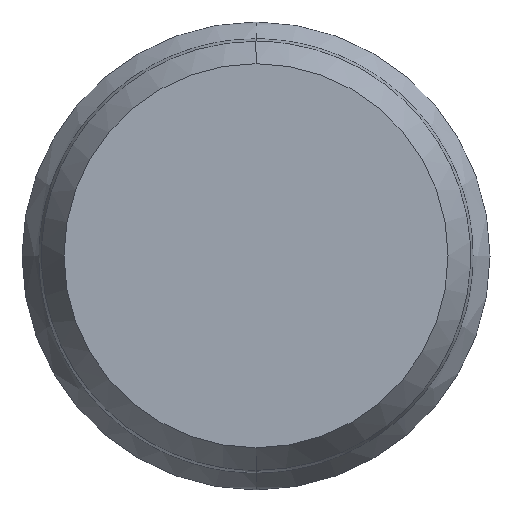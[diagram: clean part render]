
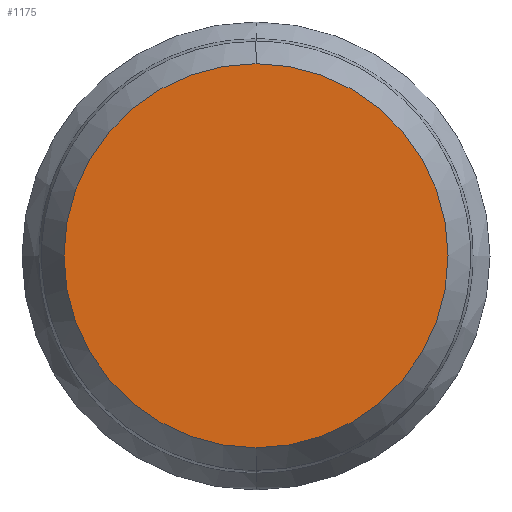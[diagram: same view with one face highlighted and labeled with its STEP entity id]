
A CAD part, top view. The second image highlights one B-rep face of the part: STEP entity #1175.
In plain terms, the highlighted planar face has unit normal (0, 0, 1).
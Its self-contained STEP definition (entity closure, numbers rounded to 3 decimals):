
#18 = FACE_OUTER_BOUND ( 'NONE', #1469, .T. ) ;
#130 = CIRCLE ( 'NONE', #1163, 11.853 ) ;
#135 = ORIENTED_EDGE ( 'NONE', *, *, #1160, .T. ) ;
#282 = ORIENTED_EDGE ( 'NONE', *, *, #1077, .T. ) ;
#321 = CARTESIAN_POINT ( 'NONE',  ( 0., 0., 9.5 ) ) ;
#324 = DIRECTION ( 'NONE',  ( 1., 0., 0. ) ) ;
#345 = VERTEX_POINT ( 'NONE', #1466 ) ;
#616 = PLANE ( 'NONE',  #1948 ) ;
#783 = DIRECTION ( 'NONE',  ( 0., 0., 1. ) ) ;
#899 = VERTEX_POINT ( 'NONE', #1059 ) ;
#927 = DIRECTION ( 'NONE',  ( 1., 0., 0. ) ) ;
#965 = CIRCLE ( 'NONE', #1230, 11.853 ) ;
#1059 = CARTESIAN_POINT ( 'NONE',  ( 0., -11.853, 9.5 ) ) ;
#1077 = EDGE_CURVE ( 'NONE', #899, #345, #965, .T. ) ;
#1098 = DIRECTION ( 'NONE',  ( 0., 0., 1. ) ) ;
#1105 = DIRECTION ( 'NONE',  ( 0., 0., 1. ) ) ;
#1160 = EDGE_CURVE ( 'NONE', #345, #899, #130, .T. ) ;
#1163 = AXIS2_PLACEMENT_3D ( 'NONE', #321, #1105, #1886 ) ;
#1175 = ADVANCED_FACE ( 'NONE', ( #18 ), #616, .T. ) ;
#1230 = AXIS2_PLACEMENT_3D ( 'NONE', #1438, #1098, #324 ) ;
#1438 = CARTESIAN_POINT ( 'NONE',  ( 0., 0., 9.5 ) ) ;
#1466 = CARTESIAN_POINT ( 'NONE',  ( 0., 11.853, 9.5 ) ) ;
#1469 = EDGE_LOOP ( 'NONE', ( #135, #282 ) ) ;
#1886 = DIRECTION ( 'NONE',  ( 1., 0., 0. ) ) ;
#1895 = CARTESIAN_POINT ( 'NONE',  ( 0., 0., 9.5 ) ) ;
#1948 = AXIS2_PLACEMENT_3D ( 'NONE', #1895, #783, #927 ) ;
